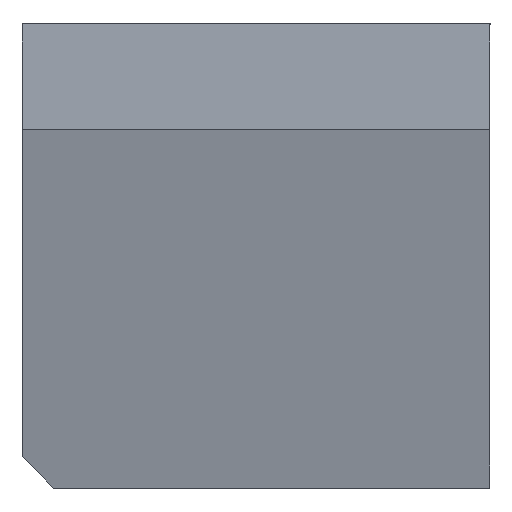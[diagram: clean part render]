
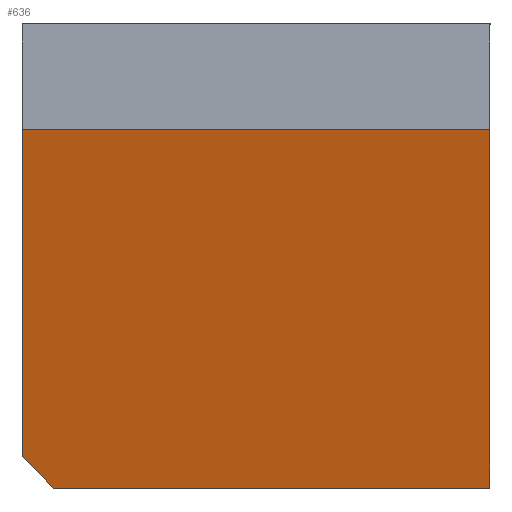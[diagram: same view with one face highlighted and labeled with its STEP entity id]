
A CAD part, left-side view. The second image highlights one B-rep face of the part: STEP entity #636.
In plain terms, the highlighted planar face has unit normal (-0.943, 0.334, 0).
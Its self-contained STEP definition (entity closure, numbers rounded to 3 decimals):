
#636=ADVANCED_FACE('NONE',(#1570),#1571,.F.);
#1570=FACE_OUTER_BOUND('',#2799,.T.);
#1571=PLANE('',#2800);
#2799=EDGE_LOOP('',(#5333,#5334,#5335,#5336,#5337));
#2800=AXIS2_PLACEMENT_3D('',#5338,#5339,#5340);
#5333=ORIENTED_EDGE('',*,*,#8582,.T.);
#5334=ORIENTED_EDGE('',*,*,#8886,.T.);
#5335=ORIENTED_EDGE('',*,*,#8887,.T.);
#5336=ORIENTED_EDGE('',*,*,#8572,.F.);
#5337=ORIENTED_EDGE('',*,*,#8888,.T.);
#5338=CARTESIAN_POINT('',(-5.32,-15.,29.75));
#5339=DIRECTION('',(0.942,-0.334,0.0));
#5340=DIRECTION('',(0.0,0.0,-1.0));
#8572=EDGE_CURVE('NONE',#10793,#10795,#10796,.T.);
#8582=EDGE_CURVE('NONE',#10811,#10809,#10812,.T.);
#8886=EDGE_CURVE('NONE',#10809,#11318,#11319,.T.);
#8887=EDGE_CURVE('NONE',#11318,#10795,#11320,.T.);
#8888=EDGE_CURVE('NONE',#10793,#10811,#11321,.T.);
#10793=VERTEX_POINT('NONE',#13923);
#10795=VERTEX_POINT('NONE',#13926);
#10796=LINE('',#13927,#13928);
#10809=VERTEX_POINT('NONE',#13947);
#10811=VERTEX_POINT('NONE',#13950);
#10812=LINE('',#13951,#13952);
#11318=VERTEX_POINT('NONE',#14760);
#11319=LINE('',#14761,#14762);
#11320=LINE('',#14763,#14764);
#11321=LINE('',#14765,#14766);
#13923=CARTESIAN_POINT('',(-5.32,-15.,23.0));
#13926=CARTESIAN_POINT('',(-5.32,-15.,0.0));
#13927=CARTESIAN_POINT('',(-5.32,-15.,29.75));
#13928=VECTOR('',#16176,1000.0);
#13947=CARTESIAN_POINT('',(5.32,15.,2.0));
#13950=CARTESIAN_POINT('',(5.32,15.,23.0));
#13951=CARTESIAN_POINT('',(5.32,15.,29.75));
#13952=VECTOR('',#16184,1000.0);
#14760=CARTESIAN_POINT('',(4.611,13.0,0.0));
#14761=CARTESIAN_POINT('',(5.32,15.,2.0));
#14762=VECTOR('',#16487,1000.0);
#14763=CARTESIAN_POINT('',(-5.32,-15.,0.0));
#14764=VECTOR('',#16488,1000.0);
#14765=CARTESIAN_POINT('',(-5.32,-15.,23.0));
#14766=VECTOR('',#16489,1000.0);
#16176=DIRECTION('',(-0.0,-0.0,-1.0));
#16184=DIRECTION('',(-0.0,-0.0,-1.0));
#16487=DIRECTION('',(-0.243,-0.686,-0.686));
#16488=DIRECTION('',(-0.334,-0.942,-0.0));
#16489=DIRECTION('',(0.334,0.942,0.0));
